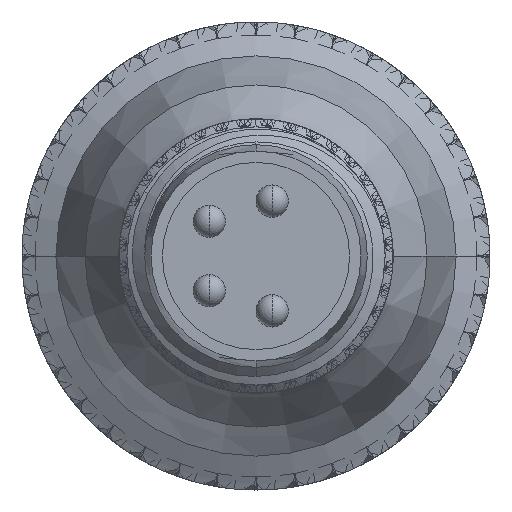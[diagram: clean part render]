
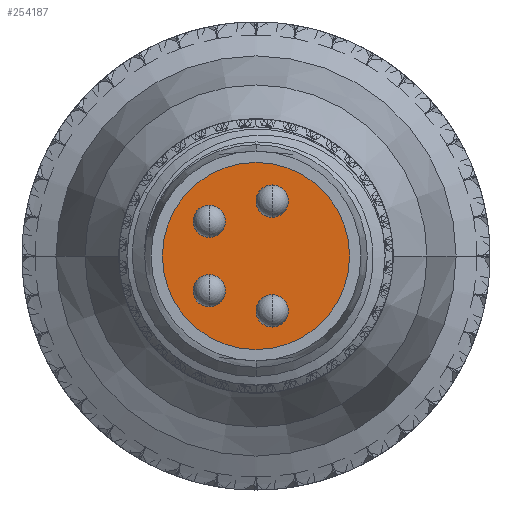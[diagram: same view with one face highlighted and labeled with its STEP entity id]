
A CAD part, left-side view. The second image highlights one B-rep face of the part: STEP entity #254187.
In plain terms, the highlighted planar face has unit normal (-1, 0, 0).
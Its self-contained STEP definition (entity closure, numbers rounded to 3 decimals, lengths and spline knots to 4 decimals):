
#253217=CARTESIAN_POINT('',(-130.6,0.,0.));
#253218=DIRECTION('',(-1.,0.,0.));
#253219=DIRECTION('',(0.,0.,1.));
#253220=AXIS2_PLACEMENT_3D('',#253217,#253218,#253219);
#253222=CARTESIAN_POINT('',(-130.6,0.,0.));
#253223=DIRECTION('',(1.,0.,0.));
#253224=DIRECTION('',(0.,0.,1.));
#253225=AXIS2_PLACEMENT_3D('',#253222,#253223,#253224);
#253227=CARTESIAN_POINT('',(-130.6,-0.5,-1.7));
#253228=DIRECTION('',(-1.,0.,0.));
#253229=DIRECTION('',(0.,0.,1.));
#253230=AXIS2_PLACEMENT_3D('',#253227,#253228,#253229);
#253232=CARTESIAN_POINT('',(-130.6,-0.5,-1.7));
#253233=DIRECTION('',(-1.,0.,0.));
#253234=DIRECTION('',(0.,0.,-1.));
#253235=AXIS2_PLACEMENT_3D('',#253232,#253233,#253234);
#253237=CARTESIAN_POINT('',(-130.6,1.45,-1.075));
#253238=DIRECTION('',(-1.,0.,0.));
#253239=DIRECTION('',(0.,0.,1.));
#253240=AXIS2_PLACEMENT_3D('',#253237,#253238,#253239);
#253242=CARTESIAN_POINT('',(-130.6,1.45,-1.075));
#253243=DIRECTION('',(-1.,0.,0.));
#253244=DIRECTION('',(0.,0.,-1.));
#253245=AXIS2_PLACEMENT_3D('',#253242,#253243,#253244);
#253247=CARTESIAN_POINT('',(-130.6,1.45,1.075));
#253248=DIRECTION('',(-1.,0.,0.));
#253249=DIRECTION('',(0.,0.,1.));
#253250=AXIS2_PLACEMENT_3D('',#253247,#253248,#253249);
#253252=CARTESIAN_POINT('',(-130.6,1.45,1.075));
#253253=DIRECTION('',(-1.,0.,0.));
#253254=DIRECTION('',(0.,0.,-1.));
#253255=AXIS2_PLACEMENT_3D('',#253252,#253253,#253254);
#253257=CARTESIAN_POINT('',(-130.6,-0.5,1.7));
#253258=DIRECTION('',(-1.,0.,0.));
#253259=DIRECTION('',(0.,0.,1.));
#253260=AXIS2_PLACEMENT_3D('',#253257,#253258,#253259);
#253262=CARTESIAN_POINT('',(-130.6,-0.5,1.7));
#253263=DIRECTION('',(-1.,0.,0.));
#253264=DIRECTION('',(0.,0.,-1.));
#253265=AXIS2_PLACEMENT_3D('',#253262,#253263,#253264);
#253571=CARTESIAN_POINT('',(-130.6,0.,2.9));
#253573=VERTEX_POINT('',#253571);
#253575=CARTESIAN_POINT('',(-130.6,0.,-2.9));
#253577=VERTEX_POINT('',#253575);
#253638=CARTESIAN_POINT('',(-130.6,-0.5,-1.2));
#253639=CARTESIAN_POINT('',(-130.6,-0.5,-2.2));
#253640=VERTEX_POINT('',#253638);
#253641=VERTEX_POINT('',#253639);
#253666=CARTESIAN_POINT('',(-130.6,1.45,-0.575));
#253667=CARTESIAN_POINT('',(-130.6,1.45,-1.575));
#253668=VERTEX_POINT('',#253666);
#253669=VERTEX_POINT('',#253667);
#253694=CARTESIAN_POINT('',(-130.6,1.45,1.575));
#253695=CARTESIAN_POINT('',(-130.6,1.45,0.575));
#253696=VERTEX_POINT('',#253694);
#253697=VERTEX_POINT('',#253695);
#253722=CARTESIAN_POINT('',(-130.6,-0.5,2.2));
#253723=CARTESIAN_POINT('',(-130.6,-0.5,1.2));
#253724=VERTEX_POINT('',#253722);
#253725=VERTEX_POINT('',#253723);
#254154=CARTESIAN_POINT('',(-130.6,0.,0.));
#254155=DIRECTION('',(1.,0.,0.));
#254156=DIRECTION('',(0.,0.,-1.));
#254157=AXIS2_PLACEMENT_3D('',#254154,#254155,#254156);
#254158=PLANE('',#254157);
#254159=ORIENTED_EDGE('',*,*,#254133,.F.);
#254160=ORIENTED_EDGE('',*,*,#254149,.T.);
#254161=EDGE_LOOP('',(#254159,#254160));
#254162=FACE_OUTER_BOUND('',#254161,.F.);
#254164=ORIENTED_EDGE('',*,*,#254163,.T.);
#254166=ORIENTED_EDGE('',*,*,#254165,.T.);
#254167=EDGE_LOOP('',(#254164,#254166));
#254168=FACE_BOUND('',#254167,.F.);
#254170=ORIENTED_EDGE('',*,*,#254169,.T.);
#254172=ORIENTED_EDGE('',*,*,#254171,.T.);
#254173=EDGE_LOOP('',(#254170,#254172));
#254174=FACE_BOUND('',#254173,.F.);
#254176=ORIENTED_EDGE('',*,*,#254175,.T.);
#254178=ORIENTED_EDGE('',*,*,#254177,.T.);
#254179=EDGE_LOOP('',(#254176,#254178));
#254180=FACE_BOUND('',#254179,.F.);
#254182=ORIENTED_EDGE('',*,*,#254181,.T.);
#254184=ORIENTED_EDGE('',*,*,#254183,.T.);
#254185=EDGE_LOOP('',(#254182,#254184));
#254186=FACE_BOUND('',#254185,.F.);
#254187=ADVANCED_FACE('',(#254162,#254168,#254174,#254180,#254186),#254158,.F.);
#253221=CIRCLE('',#253220,2.9);
#253226=CIRCLE('',#253225,2.9);
#253231=CIRCLE('',#253230,0.5);
#253236=CIRCLE('',#253235,0.5);
#253241=CIRCLE('',#253240,0.5);
#253246=CIRCLE('',#253245,0.5);
#253251=CIRCLE('',#253250,0.5);
#253256=CIRCLE('',#253255,0.5);
#253261=CIRCLE('',#253260,0.5);
#253266=CIRCLE('',#253265,0.5);
#254133=EDGE_CURVE('',#253573,#253577,#253221,.T.);
#254149=EDGE_CURVE('',#253573,#253577,#253226,.T.);
#254163=EDGE_CURVE('',#253640,#253641,#253231,.T.);
#254165=EDGE_CURVE('',#253641,#253640,#253236,.T.);
#254169=EDGE_CURVE('',#253668,#253669,#253241,.T.);
#254171=EDGE_CURVE('',#253669,#253668,#253246,.T.);
#254175=EDGE_CURVE('',#253696,#253697,#253251,.T.);
#254177=EDGE_CURVE('',#253697,#253696,#253256,.T.);
#254181=EDGE_CURVE('',#253724,#253725,#253261,.T.);
#254183=EDGE_CURVE('',#253725,#253724,#253266,.T.);
